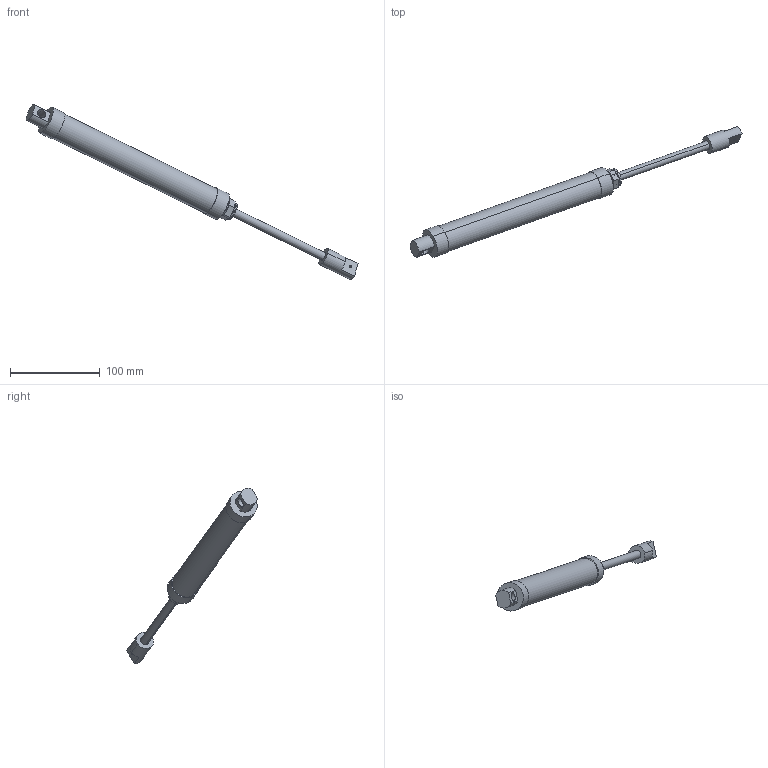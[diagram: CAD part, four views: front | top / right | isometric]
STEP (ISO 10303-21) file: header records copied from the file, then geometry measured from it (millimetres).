
FILE_DESCRIPTION (( 'STEP AP214' ), '1' );
FILE_NAME ('pnematic cylinder assm with y joint.STEP', '2019-02-19T20:08:10', ( '' ), ( '' ), 'SwSTEP 2.0', 'SolidWorks 2017', '' );
FILE_SCHEMA (( 'AUTOMOTIVE_DESIGN' ));
Length unit declared in the file: millimetre
Products named in the file (5): 9 mm nut; pnematic cylinder assm with y joint; piston; i-joint; pnematic cylinder
Assembly tree (4 placements, depth 2):
  pnematic cylinder assm with y joint
    pnematic cylinder
    piston
    9 mm nut
    i-joint
Bounding box: 370.78 x 146.47 x 195.71 mm (x, y, z)
Volume: 183817.3 mm3; surface area: 44890.3 mm2
Topology: 10 solids, 11 shells, 88 faces, 180 edges, 120 vertices
Faces by surface type: plane 52, cylinder 32, bspline 4
Entity records: 4362 total; most frequent: CARTESIAN_POINT 1839, DIRECTION 426, ORIENTED_EDGE 360, EDGE_CURVE 180, AXIS2_PLACEMENT_3D 159, VERTEX_POINT 120, LINE 108, VECTOR 108
